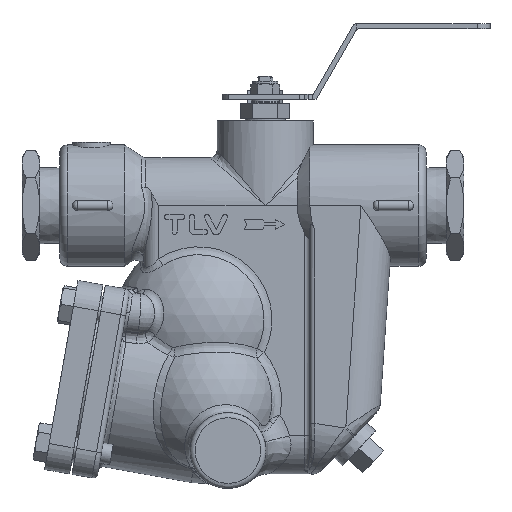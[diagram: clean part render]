
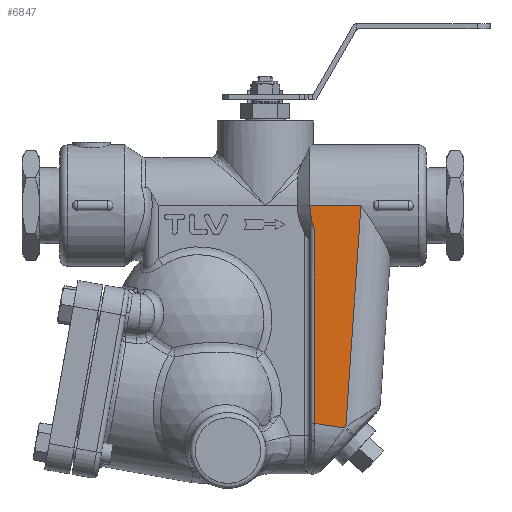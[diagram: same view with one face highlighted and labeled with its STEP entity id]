
A CAD part, front view. The second image highlights one B-rep face of the part: STEP entity #6847.
In plain terms, the highlighted planar face has unit normal (0, -1, 0).
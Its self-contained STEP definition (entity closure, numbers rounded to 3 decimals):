
#400=(
BOUNDED_CURVE()
B_SPLINE_CURVE(2,(#11015,#11016,#11017),.UNSPECIFIED.,.F.,.F.)
B_SPLINE_CURVE_WITH_KNOTS((3,3),(0.759,1.897),
 .UNSPECIFIED.)
CURVE()
GEOMETRIC_REPRESENTATION_ITEM()
RATIONAL_B_SPLINE_CURVE((1.08,1.125,1.125))
REPRESENTATION_ITEM('')
);
#706=LINE('',#11752,#1043);
#707=LINE('',#11754,#1044);
#708=LINE('',#11756,#1045);
#709=LINE('',#11758,#1046);
#710=LINE('',#11759,#1047);
#1043=VECTOR('',#9008,76.295);
#1044=VECTOR('',#9009,11.83);
#1045=VECTOR('',#9010,0.757);
#1046=VECTOR('',#9011,87.698);
#1047=VECTOR('',#9012,20.203);
#1440=PLANE('',#7515);
#1739=FACE_OUTER_BOUND('',#2240,.T.);
#2240=EDGE_LOOP('',(#5586,#5587,#5588,#5589,#5590,#5591));
#3112=VERTEX_POINT('',#10992);
#3113=VERTEX_POINT('',#11014);
#3264=VERTEX_POINT('',#11751);
#3265=VERTEX_POINT('',#11753);
#3266=VERTEX_POINT('',#11755);
#3267=VERTEX_POINT('',#11757);
#3892=EDGE_CURVE('',#3112,#3113,#400,.T.);
#4103=EDGE_CURVE('',#3264,#3112,#706,.T.);
#4104=EDGE_CURVE('',#3265,#3264,#707,.T.);
#4105=EDGE_CURVE('',#3266,#3265,#708,.T.);
#4106=EDGE_CURVE('',#3267,#3266,#709,.T.);
#4107=EDGE_CURVE('',#3267,#3113,#710,.T.);
#5586=ORIENTED_EDGE('',*,*,#4103,.F.);
#5587=ORIENTED_EDGE('',*,*,#4104,.F.);
#5588=ORIENTED_EDGE('',*,*,#4105,.F.);
#5589=ORIENTED_EDGE('',*,*,#4106,.F.);
#5590=ORIENTED_EDGE('',*,*,#4107,.T.);
#5591=ORIENTED_EDGE('',*,*,#3892,.F.);
#6847=ADVANCED_FACE('',(#1739),#1440,.T.);
#7515=AXIS2_PLACEMENT_3D('',#11750,#9006,#9007);
#9006=DIRECTION('center_axis',(0.,-1.,0.));
#9007=DIRECTION('ref_axis',(0.,0.,-1.));
#9008=DIRECTION('',(0.,0.,1.));
#9009=DIRECTION('',(-0.989,0.,0.148));
#9010=DIRECTION('',(-0.688,0.,-0.725));
#9011=DIRECTION('',(-0.068,0.,-0.998));
#9012=DIRECTION('',(-1.,0.,0.));
#10992=CARTESIAN_POINT('',(89.6,-24.,59.));
#11014=CARTESIAN_POINT('',(87.6,-24.,69.));
#11015=CARTESIAN_POINT('Ctrl Pts',(89.6,-24.,59.));
#11016=CARTESIAN_POINT('Ctrl Pts',(87.6,-24.,64.2));
#11017=CARTESIAN_POINT('Ctrl Pts',(87.6,-24.,69.));
#11750=CARTESIAN_POINT('Origin',(102.604,-24.,16.335));
#11751=CARTESIAN_POINT('',(89.6,-24.,-17.295));
#11752=CARTESIAN_POINT('',(89.6,-24.,-10.441));
#11753=CARTESIAN_POINT('',(101.3,-24.,-19.043));
#11754=CARTESIAN_POINT('',(106.835,-24.,-19.87));
#11755=CARTESIAN_POINT('',(101.822,-24.,-18.494));
#11756=CARTESIAN_POINT('',(126.848,-24.,7.879));
#11757=CARTESIAN_POINT('',(107.803,-24.,69.));
#11758=CARTESIAN_POINT('',(106.029,-24.,43.057));
#11759=CARTESIAN_POINT('',(110.6,-24.,69.));
